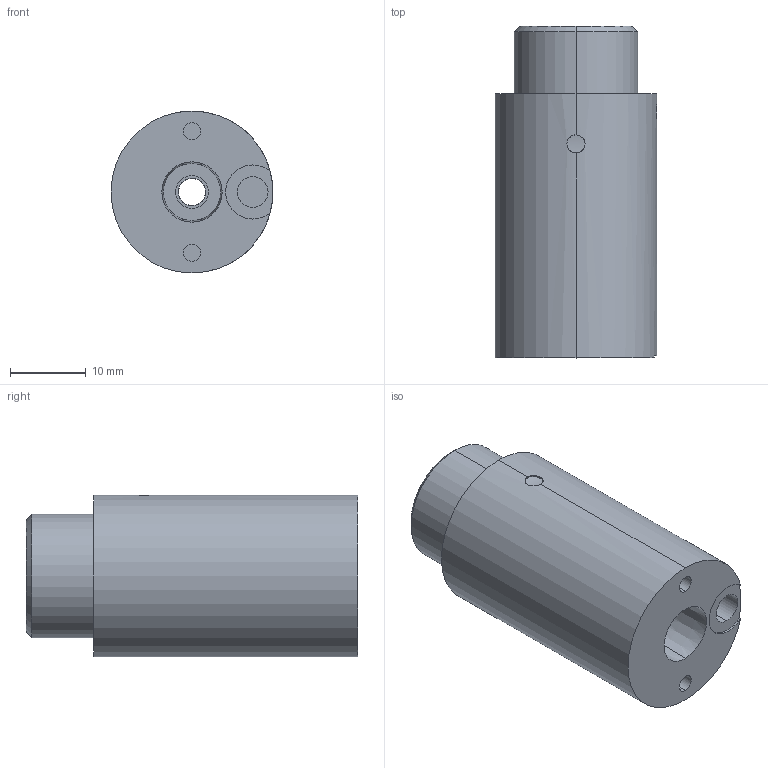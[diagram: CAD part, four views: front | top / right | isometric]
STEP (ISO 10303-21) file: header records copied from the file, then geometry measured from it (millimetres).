
FILE_DESCRIPTION (( 'STEP AP214' ), '1' );
FILE_NAME ('CTSC-002774.STEP', '2025-03-11T14:28:51', ( '' ), ( '' ), 'SwSTEP 2.0', 'SolidWorks 2023', '' );
FILE_SCHEMA (( 'AUTOMOTIVE_DESIGN' ));
Length unit declared in the file: inch
Products named in the file (1): CTSC-002774
Bounding box: 21.34 x 43.74 x 21.34 mm (x, y, z)
Volume: 13343.1 mm3; surface area: 4445.9 mm2
Topology: 1 solids, 3 shells, 138 faces, 360 edges, 236 vertices
Faces by surface type: plane 69, cylinder 47, cone 22
Entity records: 6091 total; most frequent: CARTESIAN_POINT 889, DIRECTION 756, ORIENTED_EDGE 720, EDGE_CURVE 360, AXIS2_PLACEMENT_3D 269, VERTEX_POINT 236, VECTOR 218, LINE 218
